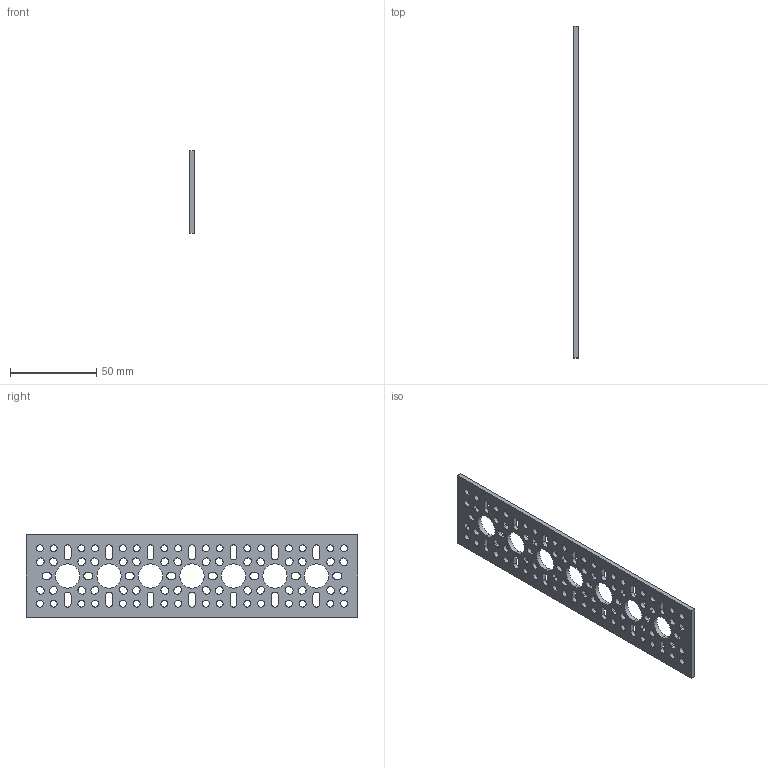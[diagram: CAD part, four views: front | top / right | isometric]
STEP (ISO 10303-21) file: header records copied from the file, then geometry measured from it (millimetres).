
FILE_DESCRIPTION (( 'STEP AP203' ), '1' );
FILE_NAME ('1104-0007-0192 rev1.STEP', '2017-05-12T20:43:39', ( '' ), ( '' ), 'SwSTEP 2.0', 'SolidWorks 2016', '' );
FILE_SCHEMA (( 'CONFIG_CONTROL_DESIGN' ));
Length unit declared in the file: millimetre
Products named in the file (1): 1104-0007-0192 rev1
Bounding box: 2.5 x 192 x 48 mm (x, y, z)
Volume: 16658.8 mm3; surface area: 18491.3 mm2
Topology: 1 solids, 1 shells, 339 faces, 1011 edges, 674 vertices
Faces by surface type: cylinder 225, plane 114
Entity records: 12044 total; most frequent: DIRECTION 2141, CARTESIAN_POINT 2025, ORIENTED_EDGE 2022, EDGE_CURVE 1011, AXIS2_PLACEMENT_3D 790, VERTEX_POINT 674, VECTOR 561, LINE 561
